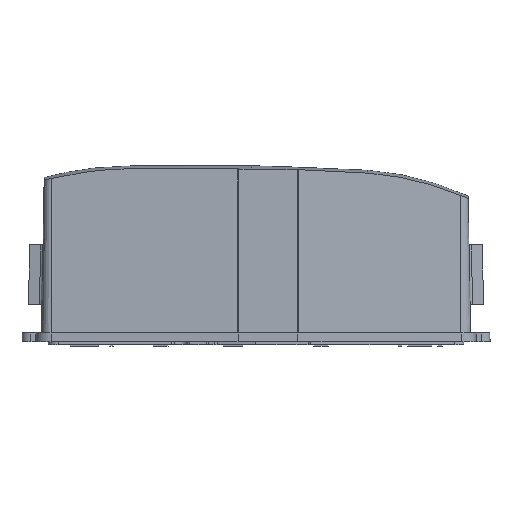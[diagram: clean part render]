
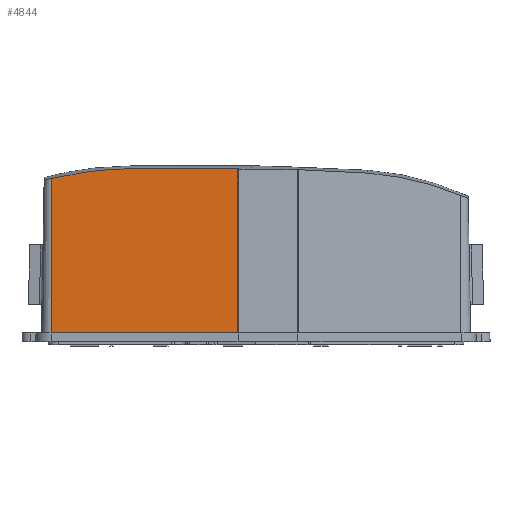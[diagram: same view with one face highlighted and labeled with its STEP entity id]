
A CAD part, left-side view. The second image highlights one B-rep face of the part: STEP entity #4844.
In plain terms, the highlighted planar face has unit normal (-0.999, 0.04, 0.018).
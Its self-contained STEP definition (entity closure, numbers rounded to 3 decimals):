
#4829=AXIS2_PLACEMENT_3D('Plane Axis2P3D',#4826,#4827,#4828) ;
#637=CARTESIAN_POINT('Vertex',(4.429,147.139,4.5)) ;
#2258=CARTESIAN_POINT('Vertex',(1.934,84.692,4.5)) ;
#2263=CARTESIAN_POINT('Line Origine',(3.181,115.915,4.5)) ;
#2287=CARTESIAN_POINT('Line Origine',(4.906,147.12,31.85)) ;
#2291=CARTESIAN_POINT('Vertex',(5.333,147.103,56.327)) ;
#2990=CARTESIAN_POINT('Control Point',(5.333,147.103,56.327)) ;
#2991=CARTESIAN_POINT('Control Point',(5.004,137.908,58.525)) ;
#2992=CARTESIAN_POINT('Control Point',(4.645,128.453,59.626)) ;
#2993=CARTESIAN_POINT('Control Point',(4.267,119.,59.601)) ;
#2994=CARTESIAN_POINT('Vertex',(4.267,119.,59.601)) ;
#4809=CARTESIAN_POINT('Vertex',(2.895,84.692,59.508)) ;
#4812=CARTESIAN_POINT('Line Origine',(2.412,84.692,31.848)) ;
#4826=CARTESIAN_POINT('Axis2P3D Location',(3.151,115.82,3.)) ;
#4832=CARTESIAN_POINT('Control Point',(2.895,84.692,59.508)) ;
#4833=CARTESIAN_POINT('Control Point',(3.352,96.128,59.54)) ;
#4834=CARTESIAN_POINT('Control Point',(3.81,107.564,59.571)) ;
#4835=CARTESIAN_POINT('Control Point',(4.267,119.,59.601)) ;
#2264=DIRECTION('Vector Direction',(-0.04,-0.999,0.)) ;
#2288=DIRECTION('Vector Direction',(-0.017,0.001,-1.)) ;
#4813=DIRECTION('Vector Direction',(-0.017,0.,-1.)) ;
#4827=DIRECTION('Axis2P3D Direction',(0.999,-0.04,-0.017)) ;
#4828=DIRECTION('Axis2P3D XDirection',(-0.04,-0.999,0.)) ;
#2265=VECTOR('Line Direction',#2264,1.) ;
#2289=VECTOR('Line Direction',#2288,1.) ;
#4814=VECTOR('Line Direction',#4813,1.) ;
#4838=ORIENTED_EDGE('',*,*,#2267,.T.) ;
#4839=ORIENTED_EDGE('',*,*,#4816,.T.) ;
#4840=ORIENTED_EDGE('',*,*,#4836,.T.) ;
#4841=ORIENTED_EDGE('',*,*,#2996,.F.) ;
#4842=ORIENTED_EDGE('',*,*,#2293,.F.) ;
#4844=ADVANCED_FACE('Hauptk\X2\00F6\X0\rper',(#4843),#4830,.F.) ;
#2989=B_SPLINE_CURVE_WITH_KNOTS('',3,(#2990,#2991,#2992,#2993),.UNSPECIFIED.,.F.,.U.,(4,4),(0.,40.13),.UNSPECIFIED.) ;
#4831=B_SPLINE_CURVE_WITH_KNOTS('',3,(#4832,#4833,#4834,#4835),.UNSPECIFIED.,.F.,.U.,(4,4),(0.056,48.614),.UNSPECIFIED.) ;
#2267=EDGE_CURVE('',#638,#2259,#2266,.T.) ;
#2293=EDGE_CURVE('',#638,#2292,#2290,.F.) ;
#2996=EDGE_CURVE('',#2292,#2995,#2989,.T.) ;
#4816=EDGE_CURVE('',#2259,#4810,#4815,.F.) ;
#4836=EDGE_CURVE('',#4810,#2995,#4831,.T.) ;
#4837=EDGE_LOOP('',(#4838,#4839,#4840,#4841,#4842)) ;
#4843=FACE_OUTER_BOUND('',#4837,.T.) ;
#2266=LINE('Line',#2263,#2265) ;
#2290=LINE('Line',#2287,#2289) ;
#4815=LINE('Line',#4812,#4814) ;
#4830=PLANE('',#4829) ;
#638=VERTEX_POINT('',#637) ;
#2259=VERTEX_POINT('',#2258) ;
#2292=VERTEX_POINT('',#2291) ;
#2995=VERTEX_POINT('',#2994) ;
#4810=VERTEX_POINT('',#4809) ;
